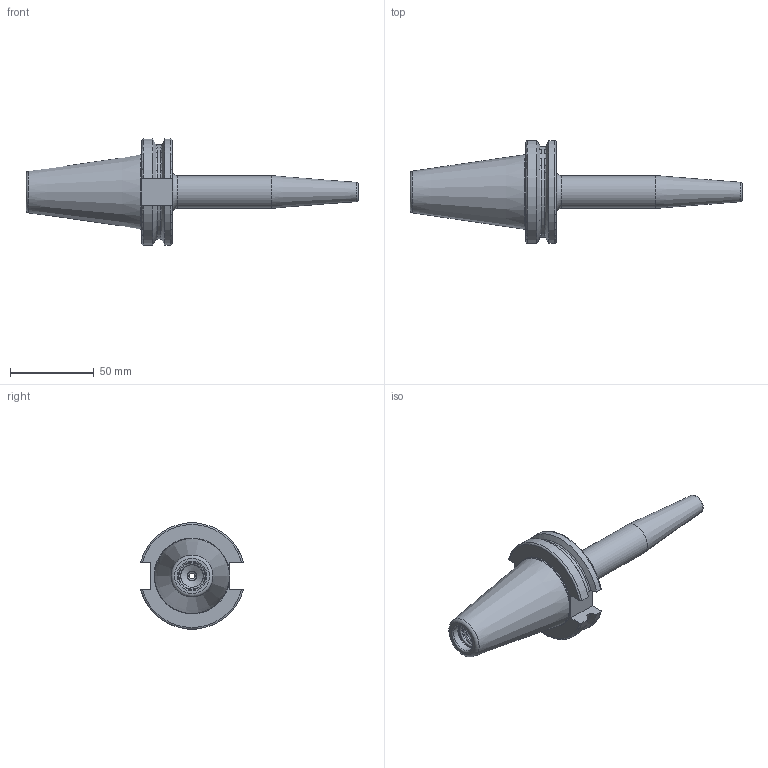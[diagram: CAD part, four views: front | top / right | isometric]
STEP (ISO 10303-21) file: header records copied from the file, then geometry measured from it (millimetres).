
FILE_DESCRIPTION(/* description */ (''),/* implementation_level */ '2;1');
FILE_NAME(/* name */ 'CAT40-SD012-130-B-X v2.step',/* time_stamp */ '2023-05-11T11:47:09-05:00',/* author */ (''),/* organization */ (''),/* preprocessor_version */ 'ST-DEVELOPER v19.2',/* originating_system */ 'Autodesk Translation Framework v12.4.0.73',/* authorisation */ '');
FILE_SCHEMA (('AUTOMOTIVE_DESIGN { 1 0 10303 214 3 1 1 }'));
Length unit declared in the file: millimetre
Products named in the file (1): CAT40-SD012-130-B-X
Bounding box: 198.25 x 61.4 x 63.31 mm (x, y, z)
Volume: 133602.3 mm3; surface area: 28050.9 mm2
Topology: 1 solids, 1 shells, 123 faces, 357 edges, 235 vertices
Faces by surface type: cylinder 70, plane 16, torus 16, cone 15, bspline 6
Full cylindrical faces by diameter (mm): 1.623 x10, 2.074 x6, 3.175 x1, 5.6 x1, 10 x1, 13.541 x10, 15.875 x9, 16.3 x1, 16.8 x1, 19.6 x1
Entity records: 9219 total; most frequent: CARTESIAN_POINT 6229, ORIENTED_EDGE 710, DIRECTION 502, EDGE_CURVE 355, VERTEX_POINT 235, AXIS2_PLACEMENT_3D 200, B_SPLINE_CURVE_WITH_KNOTS 159, EDGE_LOOP 130
